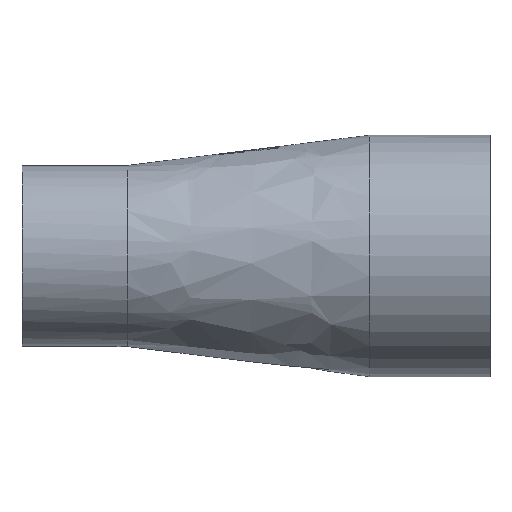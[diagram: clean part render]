
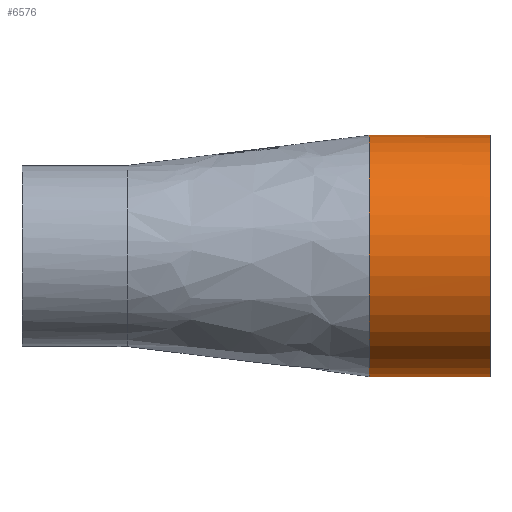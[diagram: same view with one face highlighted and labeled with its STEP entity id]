
A CAD part, front view. The second image highlights one B-rep face of the part: STEP entity #6576.
In plain terms, the highlighted cylindrical face has radius 50.8 mm (diameter 101.6 mm), a full revolution.
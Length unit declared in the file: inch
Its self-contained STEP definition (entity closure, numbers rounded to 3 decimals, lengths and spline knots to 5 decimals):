
#16=CYLINDRICAL_SURFACE('',#6812,2.);
#510=FACE_OUTER_BOUND('',#1212,.T.);
#819=FACE_BOUND('',#1213,.T.);
#1212=EDGE_LOOP('',(#6146,#6147));
#1213=EDGE_LOOP('',(#6148));
#1944=CIRCLE('',#6647,2.);
#1945=CIRCLE('',#6648,2.);
#1967=CIRCLE('',#6813,2.);
#2744=VERTEX_POINT('',#9332);
#2745=VERTEX_POINT('',#9335);
#3163=VERTEX_POINT('',#15270);
#3414=EDGE_CURVE('',#2744,#2745,#1944,.T.);
#3415=EDGE_CURVE('',#2745,#2744,#1945,.T.);
#4162=EDGE_CURVE('',#3163,#3163,#1967,.T.);
#6146=ORIENTED_EDGE('',*,*,#3415,.F.);
#6147=ORIENTED_EDGE('',*,*,#3414,.F.);
#6148=ORIENTED_EDGE('',*,*,#4162,.F.);
#6576=ADVANCED_FACE('',(#510,#819),#16,.T.);
#6647=AXIS2_PLACEMENT_3D('',#9336,#6961,#6962);
#6648=AXIS2_PLACEMENT_3D('',#9337,#6963,#6964);
#6812=AXIS2_PLACEMENT_3D('',#15269,#7613,#7614);
#6813=AXIS2_PLACEMENT_3D('',#15271,#7615,#7616);
#6961=DIRECTION('center_axis',(-1.,0.,0.));
#6962=DIRECTION('ref_axis',(0.,-1.,0.));
#6963=DIRECTION('center_axis',(-1.,0.,0.));
#6964=DIRECTION('ref_axis',(0.,-1.,0.));
#7613=DIRECTION('center_axis',(-1.,0.,0.));
#7614=DIRECTION('ref_axis',(0.,0.195,-0.981));
#7615=DIRECTION('center_axis',(1.,0.,0.));
#7616=DIRECTION('ref_axis',(0.,0.195,-0.981));
#9332=CARTESIAN_POINT('',(4.,0.46969,1.99977));
#9335=CARTESIAN_POINT('',(4.,-1.5,0.));
#9336=CARTESIAN_POINT('Origin',(4.,0.5,0.));
#9337=CARTESIAN_POINT('Origin',(4.,0.5,0.));
#15269=CARTESIAN_POINT('Origin',(6.,0.5,0.));
#15270=CARTESIAN_POINT('',(6.,0.11057,1.96172));
#15271=CARTESIAN_POINT('Origin',(6.,0.5,0.));
